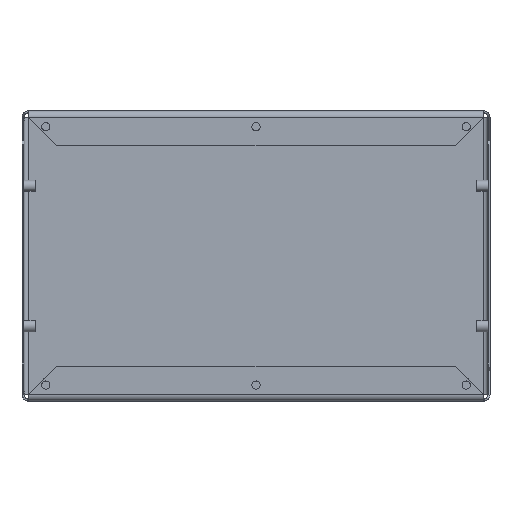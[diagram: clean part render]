
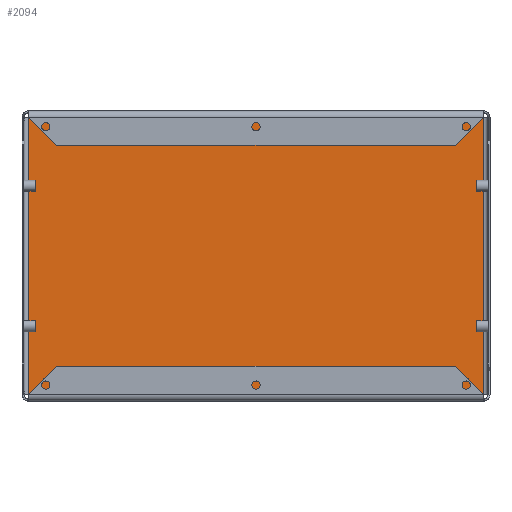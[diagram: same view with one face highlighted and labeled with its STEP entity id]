
A CAD part, top view. The second image highlights one B-rep face of the part: STEP entity #2094.
In plain terms, the highlighted planar face has unit normal (0, 0, 1).
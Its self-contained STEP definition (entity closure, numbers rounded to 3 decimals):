
#281=ORIENTED_EDGE('',*,*,#839,.F.);
#282=ORIENTED_EDGE('',*,*,#833,.F.);
#283=ORIENTED_EDGE('',*,*,#840,.F.);
#284=ORIENTED_EDGE('',*,*,#838,.F.);
#833=EDGE_CURVE('',#1091,#1051,#1285,.T.);
#838=EDGE_CURVE('',#1103,#1106,#1288,.T.);
#839=EDGE_CURVE('',#1051,#1103,#1289,.T.);
#840=EDGE_CURVE('',#1106,#1091,#1290,.T.);
#1051=VERTEX_POINT('',#3054);
#1091=VERTEX_POINT('',#3149);
#1103=VERTEX_POINT('',#3183);
#1106=VERTEX_POINT('',#3200);
#1285=LINE('',#3196,#1469);
#1288=LINE('',#3205,#1472);
#1289=LINE('',#3207,#1473);
#1290=LINE('',#3208,#1474);
#1469=VECTOR('',#2564,1000.);
#1472=VECTOR('',#2577,1000.);
#1473=VECTOR('',#2580,1000.);
#1474=VECTOR('',#2581,1000.);
#1622=EDGE_LOOP('',(#281,#282,#283,#284));
#1818=FACE_BOUND('',#1622,.T.);
#1998=PLANE('',#2266);
#2094=ADVANCED_FACE('',(#1818),#1998,.F.);
#2266=AXIS2_PLACEMENT_3D('',#3206,#2578,#2579);
#2564=DIRECTION('',(-1.,0.,0.));
#2577=DIRECTION('',(1.,0.,0.));
#2578=DIRECTION('',(0.,0.,-1.));
#2579=DIRECTION('',(-1.,0.,0.));
#2580=DIRECTION('',(0.,1.,0.));
#2581=DIRECTION('',(0.,-1.,0.));
#3054=CARTESIAN_POINT('',(-121.5,-74.,1.));
#3149=CARTESIAN_POINT('',(121.5,-74.,1.));
#3183=CARTESIAN_POINT('',(-121.5,74.,1.));
#3196=CARTESIAN_POINT('',(125.,-74.,1.));
#3200=CARTESIAN_POINT('',(121.5,74.,1.));
#3205=CARTESIAN_POINT('',(-125.,74.,1.));
#3206=CARTESIAN_POINT('',(0.,0.,1.));
#3207=CARTESIAN_POINT('',(-121.5,-74.,1.));
#3208=CARTESIAN_POINT('',(121.5,74.,1.));
